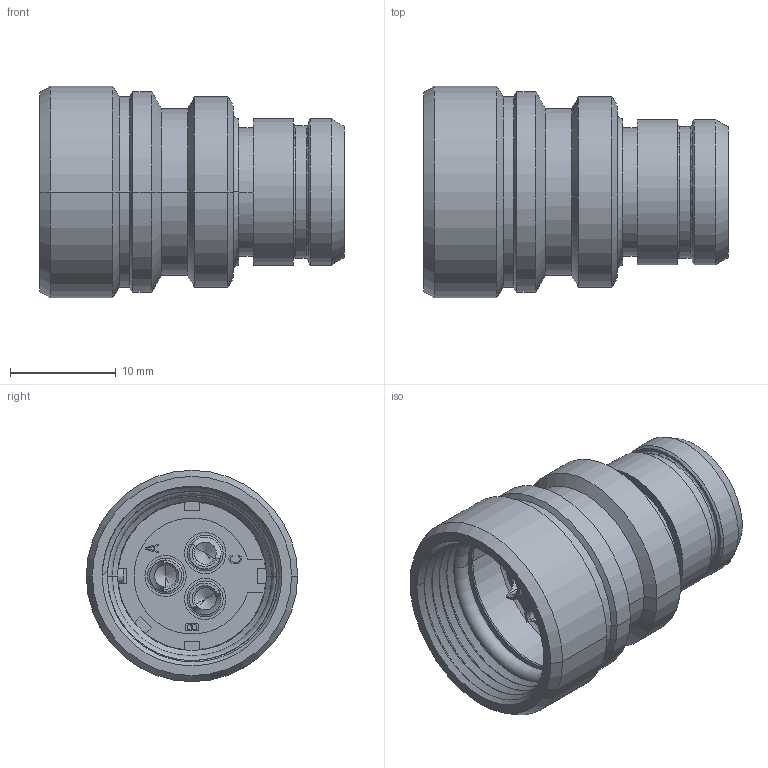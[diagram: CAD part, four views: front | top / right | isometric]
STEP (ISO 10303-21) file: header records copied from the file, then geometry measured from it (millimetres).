
FILE_DESCRIPTION((''),'2;1');
FILE_NAME('1332P103MZ','2024-07-24T10:41:08',('paultorloting'),('NET AG system integration'),'CREO PARAMETRIC BY PTC INC, 2021404','CREO PARAMETRIC BY PTC INC, 2021404','');
FILE_SCHEMA(('AUTOMOTIVE_DESIGN { 1 0 10303 214 1 1 1 1 }'));
Length unit declared in the file: millimetre
Products named in the file (1): 1332P103MZ
Bounding box: 28.8 x 20 x 20 mm (x, y, z)
Volume: 3657.9 mm3; surface area: 4423.7 mm2
Topology: 1 solids, 1 shells, 413 faces, 1069 edges, 677 vertices
Faces by surface type: plane 242, cylinder 89, cone 47, torus 25, sphere 6, bspline 4
Entity records: 17417 total; most frequent: CARTESIAN_POINT 4120, ORIENTED_EDGE 2114, DIRECTION 2062, EDGE_CURVE 1057, VECTOR 759, LINE 759, VERTEX_POINT 677, AXIS2_PLACEMENT_3D 650
